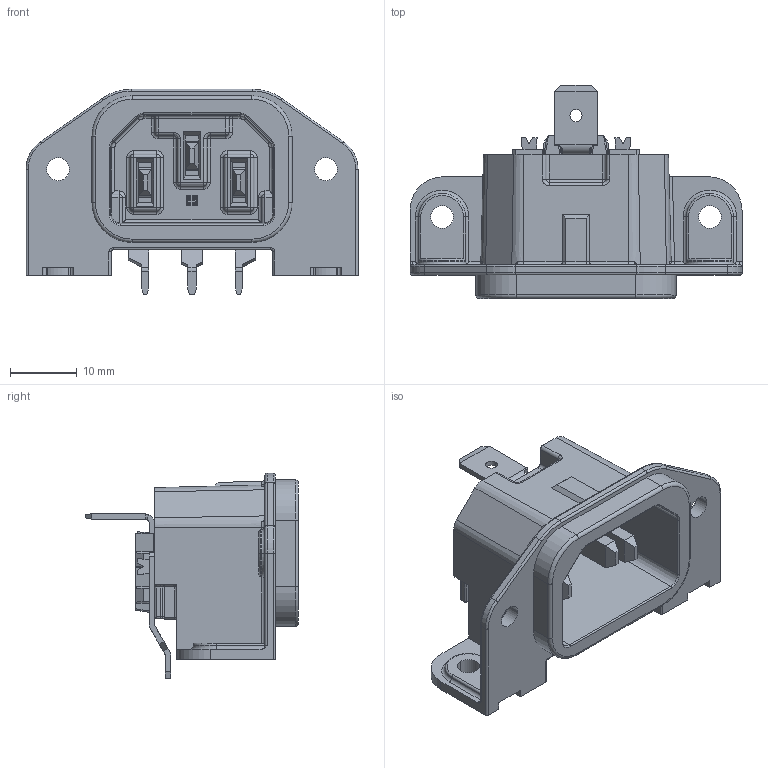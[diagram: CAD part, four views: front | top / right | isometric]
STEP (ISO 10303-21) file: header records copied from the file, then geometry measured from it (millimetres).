
FILE_DESCRIPTION(('FreeCAD Model'),'2;1');
FILE_NAME('0100.2040_07.step','2017-05-17T15:21:58', ('kicad StepUp'),('ksu MCAD'),'Open CASCADE STEP processor 6.8', 'FreeCAD','Unknown');
FILE_SCHEMA(('AUTOMOTIVE_DESIGN_CC2 { 1 2 10303 214 -1 1 5 4 }'));
Length unit declared in the file: millimetre
Products named in the file (2): ASSEMBLY; 0100.2040_07
Assembly tree (1 placements, depth 2):
  ASSEMBLY
    0100.2040_07
Bounding box: 49.6 x 31.81 x 30.72 mm (x, y, z)
Volume: 6917.8 mm3; surface area: 8570.4 mm2
Topology: 1 solids, 1 shells, 825 faces, 2143 edges, 1323 vertices
Faces by surface type: plane 426, cylinder 250, torus 69, bspline 31, cone 24, revolution 14, sphere 11
Entity records: 25553 total; most frequent: CARTESIAN_POINT 5596, ORIENTED_EDGE 4268, DIRECTION 4070, EDGE_CURVE 2134, LINE 1422, VECTOR 1422, VERTEX_POINT 1323, AXIS2_PLACEMENT_3D 1317
